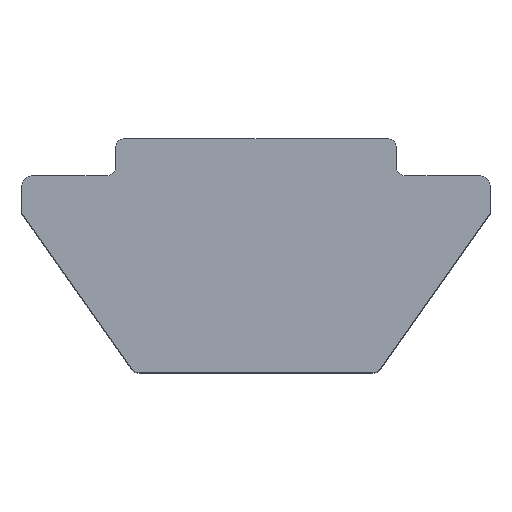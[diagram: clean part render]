
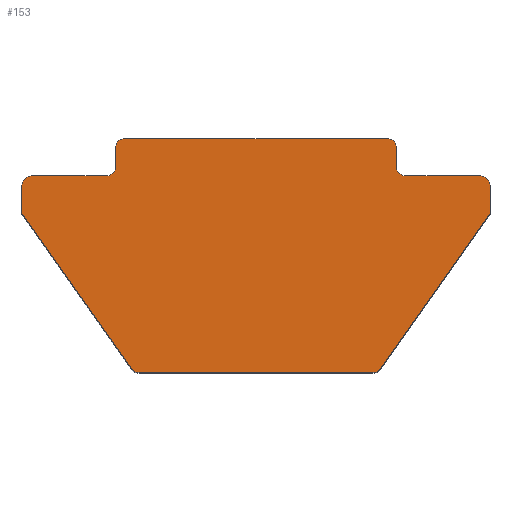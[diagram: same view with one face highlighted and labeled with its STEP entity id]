
A CAD part, top view. The second image highlights one B-rep face of the part: STEP entity #153.
In plain terms, the highlighted planar face has unit normal (0, 0, 1).
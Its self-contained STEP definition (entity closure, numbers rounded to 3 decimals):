
#6 = ORIENTED_EDGE ( 'NONE', *, *, #914, .T. ) ;
#15 = VECTOR ( 'NONE', #317, 1000. ) ;
#18 = VECTOR ( 'NONE', #679, 1000. ) ;
#22 = DIRECTION ( 'NONE',  ( 0., 0., -1. ) ) ;
#23 = EDGE_CURVE ( 'NONE', #192, #369, #716, .T. ) ;
#25 = LINE ( 'NONE', #615, #286 ) ;
#29 = VERTEX_POINT ( 'NONE', #289 ) ;
#35 = AXIS2_PLACEMENT_3D ( 'NONE', #761, #91, #323 ) ;
#42 = VERTEX_POINT ( 'NONE', #721 ) ;
#45 = EDGE_CURVE ( 'NONE', #579, #115, #791, .T. ) ;
#51 = CARTESIAN_POINT ( 'NONE',  ( -3., -0.6, 5.5 ) ) ;
#66 = CARTESIAN_POINT ( 'NONE',  ( 5., -1., 5.5 ) ) ;
#82 = CARTESIAN_POINT ( 'NONE',  ( -3., -0.2, 5.5 ) ) ;
#91 = DIRECTION ( 'NONE',  ( 0., 0., 1. ) ) ;
#94 = ORIENTED_EDGE ( 'NONE', *, *, #45, .T. ) ;
#97 = CARTESIAN_POINT ( 'NONE',  ( 0., 0., 5.5 ) ) ;
#99 = CARTESIAN_POINT ( 'NONE',  ( -2.496, -4.8, 5.5 ) ) ;
#105 = CARTESIAN_POINT ( 'NONE',  ( 5., -1.6, 5.5 ) ) ;
#108 = ORIENTED_EDGE ( 'NONE', *, *, #355, .T. ) ;
#115 = VERTEX_POINT ( 'NONE', #756 ) ;
#119 = VERTEX_POINT ( 'NONE', #105 ) ;
#130 = LINE ( 'NONE', #925, #483 ) ;
#135 = DIRECTION ( 'NONE',  ( 0., 1., 0. ) ) ;
#137 = CARTESIAN_POINT ( 'NONE',  ( 3., -0.6, 5.5 ) ) ;
#143 = DIRECTION ( 'NONE',  ( 0., 0., -1. ) ) ;
#153 = ADVANCED_FACE ( 'NONE', ( #606 ), #898, .F. ) ;
#160 = CARTESIAN_POINT ( 'NONE',  ( -2.8, -0.2, 5.5 ) ) ;
#165 = CARTESIAN_POINT ( 'NONE',  ( -4.8, -1., 5.5 ) ) ;
#182 = ORIENTED_EDGE ( 'NONE', *, *, #241, .T. ) ;
#184 = AXIS2_PLACEMENT_3D ( 'NONE', #97, #322, #667 ) ;
#192 = VERTEX_POINT ( 'NONE', #905 ) ;
#202 = VECTOR ( 'NONE', #431, 1000. ) ;
#208 = CARTESIAN_POINT ( 'NONE',  ( 3., 0., 5.5 ) ) ;
#227 = CARTESIAN_POINT ( 'NONE',  ( -4.8, -0.8, 5.5 ) ) ;
#228 = EDGE_CURVE ( 'NONE', #737, #297, #447, .T. ) ;
#235 = AXIS2_PLACEMENT_3D ( 'NONE', #165, #528, #816 ) ;
#237 = ORIENTED_EDGE ( 'NONE', *, *, #638, .T. ) ;
#240 = LINE ( 'NONE', #893, #15 ) ;
#241 = EDGE_CURVE ( 'NONE', #800, #917, #313, .T. ) ;
#260 = EDGE_CURVE ( 'NONE', #297, #119, #240, .T. ) ;
#263 = ORIENTED_EDGE ( 'NONE', *, *, #776, .T. ) ;
#267 = ORIENTED_EDGE ( 'NONE', *, *, #23, .T. ) ;
#272 = CARTESIAN_POINT ( 'NONE',  ( 2.8, -0.2, 5.5 ) ) ;
#274 = ORIENTED_EDGE ( 'NONE', *, *, #923, .T. ) ;
#282 = CIRCLE ( 'NONE', #794, 0.2 ) ;
#283 = DIRECTION ( 'NONE',  ( -1., 0., 0. ) ) ;
#284 = CARTESIAN_POINT ( 'NONE',  ( -2.6, -5., 5.5 ) ) ;
#286 = VECTOR ( 'NONE', #472, 1000. ) ;
#288 = LINE ( 'NONE', #869, #644 ) ;
#289 = CARTESIAN_POINT ( 'NONE',  ( -2.66, -4.915, 5.5 ) ) ;
#291 = EDGE_CURVE ( 'NONE', #553, #800, #282, .T. ) ;
#294 = VERTEX_POINT ( 'NONE', #745 ) ;
#296 = VECTOR ( 'NONE', #440, 1000. ) ;
#297 = VERTEX_POINT ( 'NONE', #551 ) ;
#299 = CARTESIAN_POINT ( 'NONE',  ( 3.2, -0.6, 5.5 ) ) ;
#303 = ORIENTED_EDGE ( 'NONE', *, *, #260, .T. ) ;
#313 = LINE ( 'NONE', #688, #359 ) ;
#317 = DIRECTION ( 'NONE',  ( 0.577, 0.817, 0. ) ) ;
#321 = CARTESIAN_POINT ( 'NONE',  ( -5., -0.8, 5.5 ) ) ;
#322 = DIRECTION ( 'NONE',  ( 0., 0., -1. ) ) ;
#323 = DIRECTION ( 'NONE',  ( -1., 0., 0. ) ) ;
#340 = EDGE_LOOP ( 'NONE', ( #392, #665, #303, #263, #536, #448, #267, #237, #352, #94, #274, #903, #746, #182, #6, #922, #803, #108 ) ) ;
#346 = AXIS2_PLACEMENT_3D ( 'NONE', #272, #561, #772 ) ;
#348 = CIRCLE ( 'NONE', #235, 0.2 ) ;
#351 = DIRECTION ( 'NONE',  ( -1., 0., 0. ) ) ;
#352 = ORIENTED_EDGE ( 'NONE', *, *, #570, .T. ) ;
#355 = EDGE_CURVE ( 'NONE', #29, #42, #543, .T. ) ;
#359 = VECTOR ( 'NONE', #915, 1000. ) ;
#366 = VERTEX_POINT ( 'NONE', #786 ) ;
#369 = VERTEX_POINT ( 'NONE', #137 ) ;
#374 = DIRECTION ( 'NONE',  ( -1., 0., 0. ) ) ;
#392 = ORIENTED_EDGE ( 'NONE', *, *, #554, .T. ) ;
#393 = CARTESIAN_POINT ( 'NONE',  ( 4.8, -0.8, 5.5 ) ) ;
#396 = DIRECTION ( 'NONE',  ( 0., 0., 1. ) ) ;
#428 = VERTEX_POINT ( 'NONE', #66 ) ;
#431 = DIRECTION ( 'NONE',  ( 1., 0., 0. ) ) ;
#438 = VERTEX_POINT ( 'NONE', #82 ) ;
#440 = DIRECTION ( 'NONE',  ( -1., 0., 0. ) ) ;
#445 = VERTEX_POINT ( 'NONE', #805 ) ;
#447 = CIRCLE ( 'NONE', #35, 0.2 ) ;
#448 = ORIENTED_EDGE ( 'NONE', *, *, #560, .T. ) ;
#449 = CARTESIAN_POINT ( 'NONE',  ( 4.8, -1., 5.5 ) ) ;
#450 = CIRCLE ( 'NONE', #346, 0.2 ) ;
#464 = CARTESIAN_POINT ( 'NONE',  ( 5., -0.8, 5.5 ) ) ;
#472 = DIRECTION ( 'NONE',  ( 0.577, -0.817, 0. ) ) ;
#482 = AXIS2_PLACEMENT_3D ( 'NONE', #299, #143, #283 ) ;
#483 = VECTOR ( 'NONE', #351, 1000. ) ;
#503 = LINE ( 'NONE', #208, #779 ) ;
#518 = EDGE_CURVE ( 'NONE', #438, #553, #288, .T. ) ;
#528 = DIRECTION ( 'NONE',  ( 0., 0., 1. ) ) ;
#536 = ORIENTED_EDGE ( 'NONE', *, *, #950, .T. ) ;
#543 = CIRCLE ( 'NONE', #618, 0.2 ) ;
#551 = CARTESIAN_POINT ( 'NONE',  ( 2.66, -4.915, 5.5 ) ) ;
#553 = VERTEX_POINT ( 'NONE', #51 ) ;
#554 = EDGE_CURVE ( 'NONE', #42, #737, #859, .T. ) ;
#559 = CIRCLE ( 'NONE', #850, 0.2 ) ;
#560 = EDGE_CURVE ( 'NONE', #768, #192, #130, .T. ) ;
#561 = DIRECTION ( 'NONE',  ( 0., 0., 1. ) ) ;
#567 = DIRECTION ( 'NONE',  ( 0., -1., 0. ) ) ;
#570 = EDGE_CURVE ( 'NONE', #294, #579, #450, .T. ) ;
#579 = VERTEX_POINT ( 'NONE', #938 ) ;
#598 = DIRECTION ( 'NONE',  ( 0., -1., 0. ) ) ;
#606 = FACE_OUTER_BOUND ( 'NONE', #340, .T. ) ;
#607 = CARTESIAN_POINT ( 'NONE',  ( -3.2, -0.6, 5.5 ) ) ;
#613 = DIRECTION ( 'NONE',  ( -1., 0., 0. ) ) ;
#615 = CARTESIAN_POINT ( 'NONE',  ( -5., -1.6, 5.5 ) ) ;
#618 = AXIS2_PLACEMENT_3D ( 'NONE', #99, #396, #682 ) ;
#638 = EDGE_CURVE ( 'NONE', #369, #294, #503, .T. ) ;
#644 = VECTOR ( 'NONE', #567, 1000. ) ;
#665 = ORIENTED_EDGE ( 'NONE', *, *, #228, .T. ) ;
#667 = DIRECTION ( 'NONE',  ( -1., 0., 0. ) ) ;
#679 = DIRECTION ( 'NONE',  ( 0., 1., 0. ) ) ;
#682 = DIRECTION ( 'NONE',  ( -1., 0., 0. ) ) ;
#688 = CARTESIAN_POINT ( 'NONE',  ( -3., -0.8, 5.5 ) ) ;
#716 = CIRCLE ( 'NONE', #482, 0.2 ) ;
#721 = CARTESIAN_POINT ( 'NONE',  ( -2.496, -5., 5.5 ) ) ;
#728 = DIRECTION ( 'NONE',  ( 0., 0., 1. ) ) ;
#734 = DIRECTION ( 'NONE',  ( -1., 0., 0. ) ) ;
#737 = VERTEX_POINT ( 'NONE', #919 ) ;
#745 = CARTESIAN_POINT ( 'NONE',  ( 3., -0.2, 5.5 ) ) ;
#746 = ORIENTED_EDGE ( 'NONE', *, *, #291, .T. ) ;
#756 = CARTESIAN_POINT ( 'NONE',  ( -2.8, 0., 5.5 ) ) ;
#761 = CARTESIAN_POINT ( 'NONE',  ( 2.496, -4.8, 5.5 ) ) ;
#768 = VERTEX_POINT ( 'NONE', #393 ) ;
#772 = DIRECTION ( 'NONE',  ( -1., 0., 0. ) ) ;
#776 = EDGE_CURVE ( 'NONE', #119, #428, #820, .T. ) ;
#779 = VECTOR ( 'NONE', #135, 1000. ) ;
#780 = CIRCLE ( 'NONE', #943, 0.2 ) ;
#785 = EDGE_CURVE ( 'NONE', #366, #29, #25, .T. ) ;
#786 = CARTESIAN_POINT ( 'NONE',  ( -5., -1.6, 5.5 ) ) ;
#791 = LINE ( 'NONE', #881, #296 ) ;
#794 = AXIS2_PLACEMENT_3D ( 'NONE', #607, #22, #613 ) ;
#800 = VERTEX_POINT ( 'NONE', #910 ) ;
#803 = ORIENTED_EDGE ( 'NONE', *, *, #785, .T. ) ;
#804 = DIRECTION ( 'NONE',  ( 0., 0., 1. ) ) ;
#805 = CARTESIAN_POINT ( 'NONE',  ( -5., -1., 5.5 ) ) ;
#816 = DIRECTION ( 'NONE',  ( -1., 0., 0. ) ) ;
#820 = LINE ( 'NONE', #464, #18 ) ;
#850 = AXIS2_PLACEMENT_3D ( 'NONE', #160, #728, #374 ) ;
#859 = LINE ( 'NONE', #284, #202 ) ;
#869 = CARTESIAN_POINT ( 'NONE',  ( -3., 0., 5.5 ) ) ;
#878 = EDGE_CURVE ( 'NONE', #445, #366, #897, .T. ) ;
#881 = CARTESIAN_POINT ( 'NONE',  ( 3., 0., 5.5 ) ) ;
#893 = CARTESIAN_POINT ( 'NONE',  ( 5., -1.6, 5.5 ) ) ;
#897 = LINE ( 'NONE', #321, #913 ) ;
#898 = PLANE ( 'NONE',  #184 ) ;
#903 = ORIENTED_EDGE ( 'NONE', *, *, #518, .T. ) ;
#905 = CARTESIAN_POINT ( 'NONE',  ( 3.2, -0.8, 5.5 ) ) ;
#910 = CARTESIAN_POINT ( 'NONE',  ( -3.2, -0.8, 5.5 ) ) ;
#913 = VECTOR ( 'NONE', #598, 1000. ) ;
#914 = EDGE_CURVE ( 'NONE', #917, #445, #348, .T. ) ;
#915 = DIRECTION ( 'NONE',  ( -1., 0., 0. ) ) ;
#917 = VERTEX_POINT ( 'NONE', #227 ) ;
#919 = CARTESIAN_POINT ( 'NONE',  ( 2.496, -5., 5.5 ) ) ;
#922 = ORIENTED_EDGE ( 'NONE', *, *, #878, .T. ) ;
#923 = EDGE_CURVE ( 'NONE', #115, #438, #559, .T. ) ;
#925 = CARTESIAN_POINT ( 'NONE',  ( 3., -0.8, 5.5 ) ) ;
#938 = CARTESIAN_POINT ( 'NONE',  ( 2.8, 0., 5.5 ) ) ;
#943 = AXIS2_PLACEMENT_3D ( 'NONE', #449, #804, #734 ) ;
#950 = EDGE_CURVE ( 'NONE', #428, #768, #780, .T. ) ;
